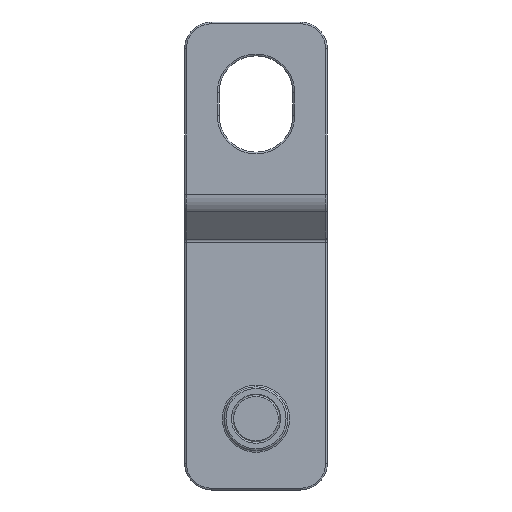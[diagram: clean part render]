
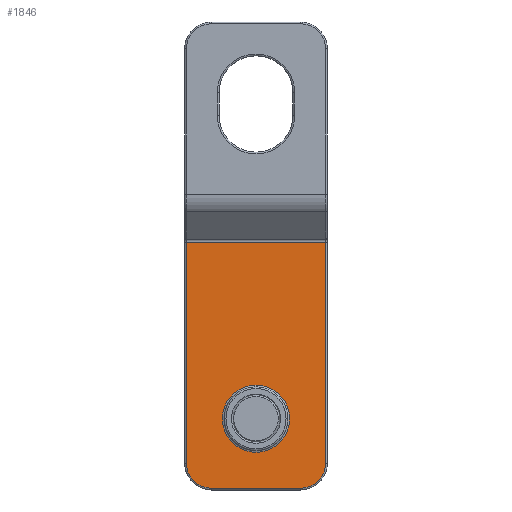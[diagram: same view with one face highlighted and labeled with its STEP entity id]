
A CAD part, front view. The second image highlights one B-rep face of the part: STEP entity #1846.
In plain terms, the highlighted face is planar.
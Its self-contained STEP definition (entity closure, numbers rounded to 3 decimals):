
#121=FACE_BOUND('',#329,.T.);
#128=PLANE('',#2059);
#207=FACE_OUTER_BOUND('',#328,.T.);
#328=EDGE_LOOP('',(#1276,#1277,#1278,#1279,#1280,#1281));
#329=EDGE_LOOP('',(#1282,#1283));
#453=LINE('',#3032,#541);
#454=LINE('',#3036,#542);
#455=LINE('',#3040,#543);
#456=LINE('',#3041,#544);
#541=VECTOR('',#2379,10.);
#542=VECTOR('',#2382,10.);
#543=VECTOR('',#2385,10.);
#544=VECTOR('',#2386,10.);
#632=CIRCLE('',#2053,3.775);
#633=CIRCLE('',#2054,3.775);
#637=CIRCLE('',#2060,2.8);
#638=CIRCLE('',#2061,2.8);
#783=VERTEX_POINT('',#3017);
#784=VERTEX_POINT('',#3019);
#787=VERTEX_POINT('',#3030);
#788=VERTEX_POINT('',#3031);
#789=VERTEX_POINT('',#3033);
#790=VERTEX_POINT('',#3035);
#791=VERTEX_POINT('',#3037);
#792=VERTEX_POINT('',#3039);
#967=EDGE_CURVE('',#783,#784,#632,.T.);
#968=EDGE_CURVE('',#784,#783,#633,.T.);
#973=EDGE_CURVE('',#787,#788,#453,.T.);
#974=EDGE_CURVE('',#789,#787,#637,.T.);
#975=EDGE_CURVE('',#790,#789,#454,.T.);
#976=EDGE_CURVE('',#791,#790,#638,.T.);
#977=EDGE_CURVE('',#792,#791,#455,.T.);
#978=EDGE_CURVE('',#788,#792,#456,.T.);
#1276=ORIENTED_EDGE('',*,*,#973,.F.);
#1277=ORIENTED_EDGE('',*,*,#974,.F.);
#1278=ORIENTED_EDGE('',*,*,#975,.F.);
#1279=ORIENTED_EDGE('',*,*,#976,.F.);
#1280=ORIENTED_EDGE('',*,*,#977,.F.);
#1281=ORIENTED_EDGE('',*,*,#978,.F.);
#1282=ORIENTED_EDGE('',*,*,#968,.F.);
#1283=ORIENTED_EDGE('',*,*,#967,.F.);
#1846=ADVANCED_FACE('',(#207,#121),#128,.T.);
#2053=AXIS2_PLACEMENT_3D('',#3020,#2364,#2365);
#2054=AXIS2_PLACEMENT_3D('',#3021,#2366,#2367);
#2059=AXIS2_PLACEMENT_3D('',#3029,#2377,#2378);
#2060=AXIS2_PLACEMENT_3D('',#3034,#2380,#2381);
#2061=AXIS2_PLACEMENT_3D('',#3038,#2383,#2384);
#2364=DIRECTION('center_axis',(0.,1.,0.));
#2365=DIRECTION('ref_axis',(-1.,0.,0.));
#2366=DIRECTION('center_axis',(0.,1.,0.));
#2367=DIRECTION('ref_axis',(-1.,0.,0.));
#2377=DIRECTION('center_axis',(0.,1.,0.));
#2378=DIRECTION('ref_axis',(0.,0.,1.));
#2379=DIRECTION('',(1.,0.,0.));
#2380=DIRECTION('center_axis',(0.,-1.,0.));
#2381=DIRECTION('ref_axis',(-0.707,0.,-0.707));
#2382=DIRECTION('',(0.,0.,-1.));
#2383=DIRECTION('center_axis',(0.,-1.,0.));
#2384=DIRECTION('ref_axis',(-0.707,0.,0.707));
#2385=DIRECTION('',(-1.,0.,0.));
#2386=DIRECTION('',(0.,0.,1.));
#3017=CARTESIAN_POINT('',(8.,2.5,3.775));
#3019=CARTESIAN_POINT('',(11.775,2.5,0.));
#3020=CARTESIAN_POINT('Origin',(8.,2.5,0.));
#3021=CARTESIAN_POINT('Origin',(8.,2.5,0.));
#3029=CARTESIAN_POINT('Origin',(0.,2.5,0.));
#3030=CARTESIAN_POINT('',(3.,2.5,-7.8));
#3031=CARTESIAN_POINT('',(27.815,2.5,-7.8));
#3032=CARTESIAN_POINT('',(13.17,2.5,-7.8));
#3033=CARTESIAN_POINT('',(0.2,2.5,-5.));
#3034=CARTESIAN_POINT('Origin',(3.,2.5,-5.));
#3035=CARTESIAN_POINT('',(0.2,2.5,5.));
#3036=CARTESIAN_POINT('',(0.2,2.5,0.));
#3037=CARTESIAN_POINT('',(3.,2.5,7.8));
#3038=CARTESIAN_POINT('Origin',(3.,2.5,5.));
#3039=CARTESIAN_POINT('',(27.815,2.5,7.8));
#3040=CARTESIAN_POINT('',(13.17,2.5,7.8));
#3041=CARTESIAN_POINT('',(27.815,2.5,0.));
